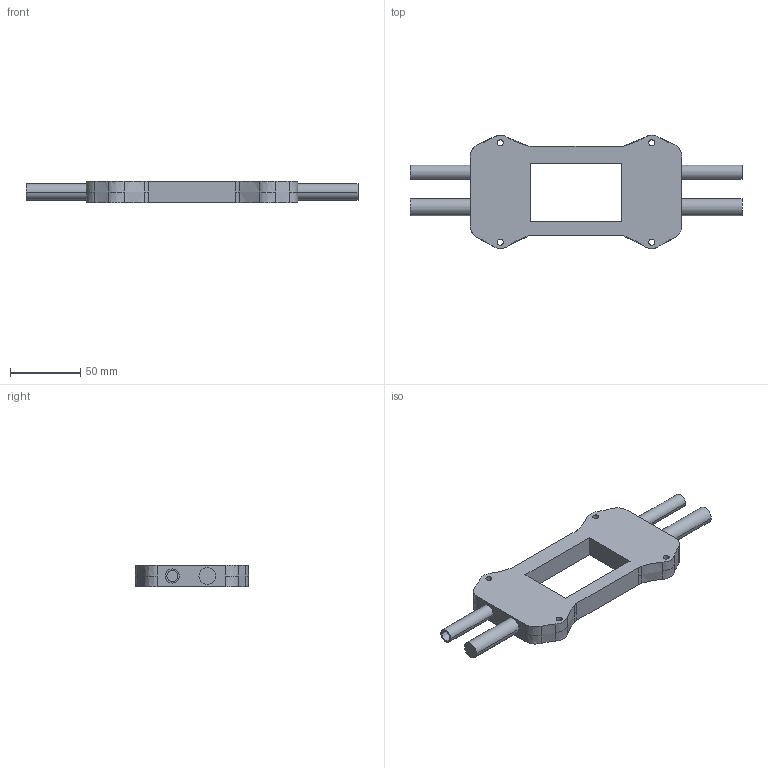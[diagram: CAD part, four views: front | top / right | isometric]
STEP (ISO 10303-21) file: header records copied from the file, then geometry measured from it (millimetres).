
FILE_DESCRIPTION (( 'STEP AP214' ), '1' );
FILE_NAME ('P24 New inverter cooling block.2.STEP', '2023-12-15T17:23:34', ( '' ), ( '' ), 'SwSTEP 2.0', 'SolidWorks 2020', '' );
FILE_SCHEMA (( 'AUTOMOTIVE_DESIGN' ));
Length unit declared in the file: millimetre
Products named in the file (1): P24 New inverter cooling block.2
Bounding box: 237.1 x 80.76 x 15 mm (x, y, z)
Volume: 79710.4 mm3; surface area: 49694.1 mm2
Topology: 3 solids, 3 shells, 92 faces, 248 edges, 164 vertices
Faces by surface type: plane 36, cylinder 32, bspline 24
Entity records: 3240 total; most frequent: CARTESIAN_POINT 1061, ORIENTED_EDGE 496, DIRECTION 370, EDGE_CURVE 248, VERTEX_POINT 164, AXIS2_PLACEMENT_3D 137, EDGE_LOOP 110, VECTOR 96
